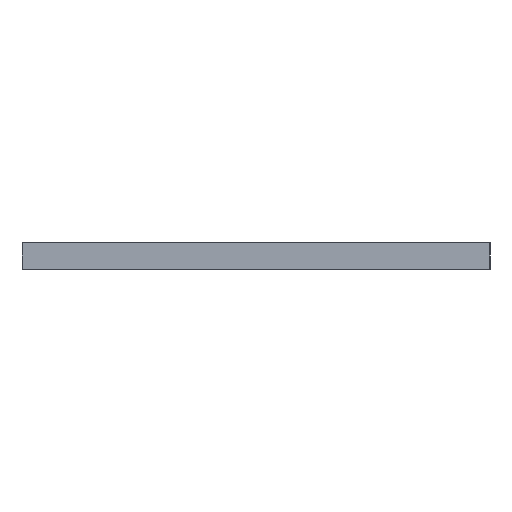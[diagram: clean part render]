
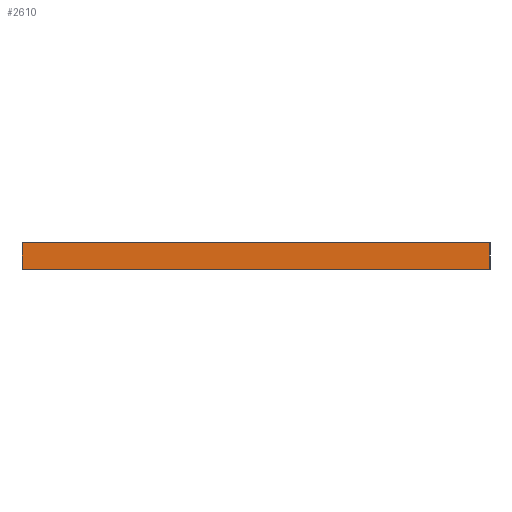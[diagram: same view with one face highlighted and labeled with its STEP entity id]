
A CAD part, left-side view. The second image highlights one B-rep face of the part: STEP entity #2610.
In plain terms, the highlighted planar face has unit normal (-1, 0, 0).
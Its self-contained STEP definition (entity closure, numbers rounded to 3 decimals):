
#32 = EDGE_CURVE('',#33,#35,#37,.T.);
#33 = VERTEX_POINT('',#34);
#34 = CARTESIAN_POINT('',(7.868,20.467,0.));
#35 = VERTEX_POINT('',#36);
#36 = CARTESIAN_POINT('',(7.868,20.467,-1.));
#37 = LINE('',#38,#39);
#38 = CARTESIAN_POINT('',(7.868,20.467,0.));
#39 = VECTOR('',#40,1.);
#40 = DIRECTION('',(0.,0.,-1.));
#2585 = VERTEX_POINT('',#2586);
#2586 = CARTESIAN_POINT('',(7.868,2.687,-1.));
#2592 = EDGE_CURVE('',#2593,#2585,#2595,.T.);
#2593 = VERTEX_POINT('',#2594);
#2594 = CARTESIAN_POINT('',(7.868,2.687,0.));
#2595 = LINE('',#2596,#2597);
#2596 = CARTESIAN_POINT('',(7.868,2.687,0.));
#2597 = VECTOR('',#2598,1.);
#2598 = DIRECTION('',(0.,0.,-1.));
#2610 = ADVANCED_FACE('',(#2611),#2627,.F.);
#2611 = FACE_BOUND('',#2612,.F.);
#2612 = EDGE_LOOP('',(#2613,#2614,#2620,#2621));
#2613 = ORIENTED_EDGE('',*,*,#2592,.T.);
#2614 = ORIENTED_EDGE('',*,*,#2615,.T.);
#2615 = EDGE_CURVE('',#2585,#35,#2616,.T.);
#2616 = LINE('',#2617,#2618);
#2617 = CARTESIAN_POINT('',(7.868,2.687,-1.));
#2618 = VECTOR('',#2619,1.);
#2619 = DIRECTION('',(0.,1.,0.));
#2620 = ORIENTED_EDGE('',*,*,#32,.F.);
#2621 = ORIENTED_EDGE('',*,*,#2622,.F.);
#2622 = EDGE_CURVE('',#2593,#33,#2623,.T.);
#2623 = LINE('',#2624,#2625);
#2624 = CARTESIAN_POINT('',(7.868,2.687,0.));
#2625 = VECTOR('',#2626,1.);
#2626 = DIRECTION('',(0.,1.,0.));
#2627 = PLANE('',#2628);
#2628 = AXIS2_PLACEMENT_3D('',#2629,#2630,#2631);
#2629 = CARTESIAN_POINT('',(7.868,2.687,0.));
#2630 = DIRECTION('',(1.,0.,0.));
#2631 = DIRECTION('',(0.,1.,0.));
